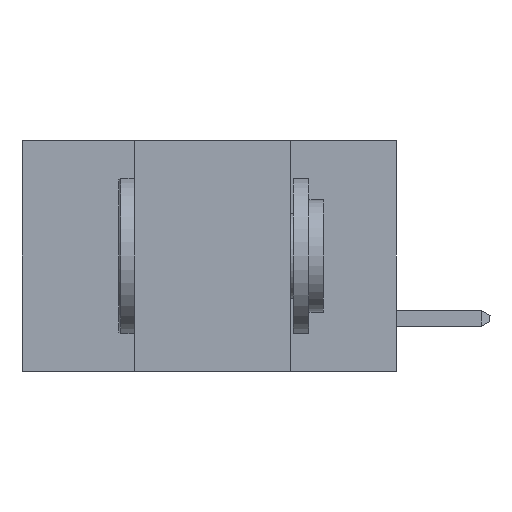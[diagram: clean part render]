
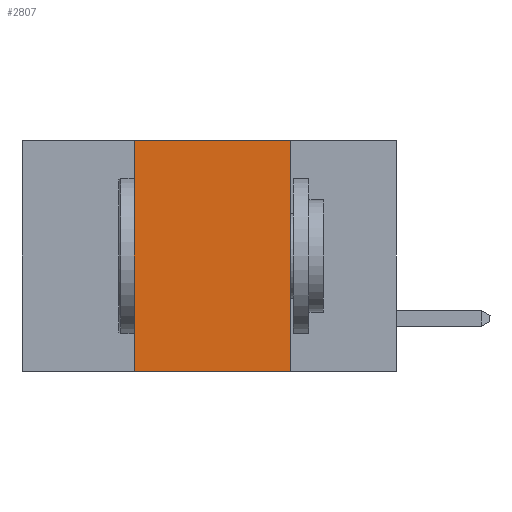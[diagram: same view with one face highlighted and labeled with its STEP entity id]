
A CAD part, left-side view. The second image highlights one B-rep face of the part: STEP entity #2807.
In plain terms, the highlighted planar face has unit normal (-1, 0, 0).
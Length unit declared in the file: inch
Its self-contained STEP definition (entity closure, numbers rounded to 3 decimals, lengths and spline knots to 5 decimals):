
#51 = CARTESIAN_POINT ( 'NONE',  ( 0., 0.6, 0. ) ) ;
#57 = CARTESIAN_POINT ( 'NONE',  ( 0., 0.17, -0.37 ) ) ;
#764 = VERTEX_POINT ( 'NONE', #15887 ) ;
#891 = VERTEX_POINT ( 'NONE', #4000 ) ;
#1166 = PLANE ( 'NONE',  #2594 ) ;
#1232 = FACE_OUTER_BOUND ( 'NONE', #7941, .T. ) ;
#1234 = CARTESIAN_POINT ( 'NONE',  ( 0., 0.17, 0. ) ) ;
#1332 = VECTOR ( 'NONE', #15845, 39.37008 ) ;
#1502 = DIRECTION ( 'NONE',  ( 0., 0., -1. ) ) ;
#1697 = EDGE_CURVE ( 'NONE', #2992, #764, #4686, .T. ) ;
#1718 = ORIENTED_EDGE ( 'NONE', *, *, #10070, .F. ) ;
#2075 = DIRECTION ( 'NONE',  ( 0., 0., 1. ) ) ;
#2419 = VERTEX_POINT ( 'NONE', #1234 ) ;
#2518 = ORIENTED_EDGE ( 'NONE', *, *, #12638, .F. ) ;
#2594 = AXIS2_PLACEMENT_3D ( 'NONE', #8635, #5032, #6072 ) ;
#2633 = DIRECTION ( 'NONE',  ( 0., -1., 0. ) ) ;
#2807 = ADVANCED_FACE ( 'NONE', ( #1232 ), #1166, .F. ) ;
#2992 = VERTEX_POINT ( 'NONE', #4293 ) ;
#3693 = LINE ( 'NONE', #4576, #9855 ) ;
#4000 = CARTESIAN_POINT ( 'NONE',  ( 0., 0.42, 0. ) ) ;
#4293 = CARTESIAN_POINT ( 'NONE',  ( 0., 0.42, -0.37 ) ) ;
#4576 = CARTESIAN_POINT ( 'NONE',  ( 0., 0.42, -0.37 ) ) ;
#4686 = LINE ( 'NONE', #10926, #1332 ) ;
#5032 = DIRECTION ( 'NONE',  ( 1., 0., 0. ) ) ;
#5253 = ORIENTED_EDGE ( 'NONE', *, *, #1697, .T. ) ;
#6072 = DIRECTION ( 'NONE',  ( 0., 0., -1. ) ) ;
#7490 = EDGE_CURVE ( 'NONE', #891, #2419, #8730, .T. ) ;
#7515 = ORIENTED_EDGE ( 'NONE', *, *, #7490, .F. ) ;
#7553 = LINE ( 'NONE', #57, #11021 ) ;
#7941 = EDGE_LOOP ( 'NONE', ( #2518, #7515, #1718, #5253 ) ) ;
#8635 = CARTESIAN_POINT ( 'NONE',  ( 0., 0.6, 0. ) ) ;
#8730 = LINE ( 'NONE', #51, #13335 ) ;
#9855 = VECTOR ( 'NONE', #2075, 39.37008 ) ;
#10070 = EDGE_CURVE ( 'NONE', #2992, #891, #3693, .T. ) ;
#10926 = CARTESIAN_POINT ( 'NONE',  ( 0., 0.6, -0.37 ) ) ;
#11021 = VECTOR ( 'NONE', #1502, 39.37008 ) ;
#12638 = EDGE_CURVE ( 'NONE', #2419, #764, #7553, .T. ) ;
#13335 = VECTOR ( 'NONE', #2633, 39.37008 ) ;
#15845 = DIRECTION ( 'NONE',  ( 0., -1., 0. ) ) ;
#15887 = CARTESIAN_POINT ( 'NONE',  ( 0., 0.17, -0.37 ) ) ;
